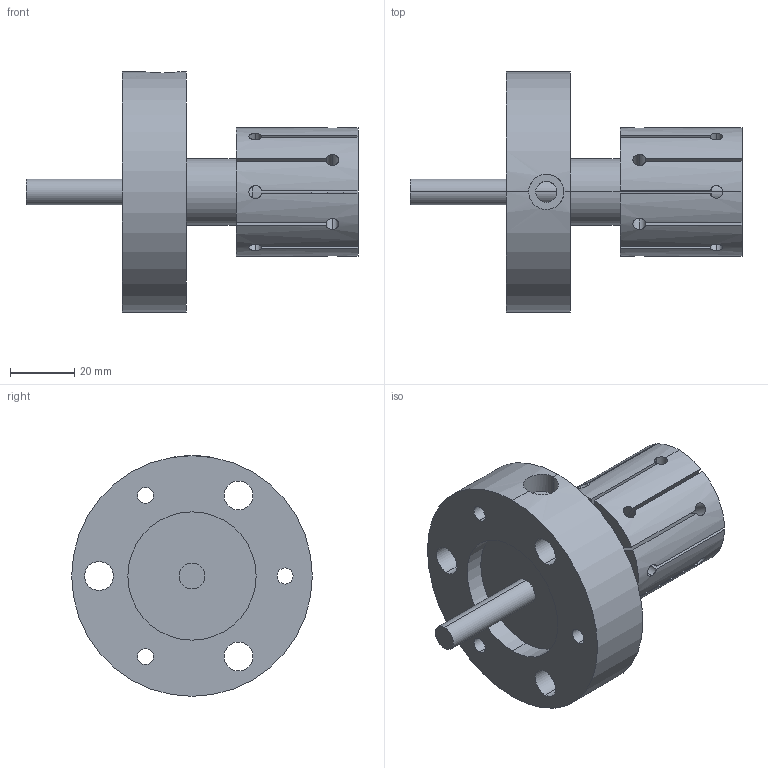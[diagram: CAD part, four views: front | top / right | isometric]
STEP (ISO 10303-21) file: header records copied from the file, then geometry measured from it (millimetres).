
FILE_DESCRIPTION (( 'STEP AP214' ), '1' );
FILE_NAME ('_DTG-1C2.STEP', '2023-12-11T02:19:37', ( '' ), ( '' ), 'SwSTEP 2.0', 'SolidWorks 2023', '' );
FILE_SCHEMA (( 'AUTOMOTIVE_DESIGN' ));
Length unit declared in the file: millimetre
Products named in the file (4): DTG-1C2-底座; DTG-1C2-拉杆; DTG-1C2-涨套; _DTG-1C2
Assembly tree (3 placements, depth 2):
  _DTG-1C2
    DTG-1C2-底座
    DTG-1C2-拉杆
    DTG-1C2-涨套
Bounding box: 103.5 x 75 x 75 mm (x, y, z)
Volume: 119638.3 mm3; surface area: 42162.3 mm2
Topology: 3 solids, 3 shells, 194 faces, 530 edges, 346 vertices
Faces by surface type: cylinder 100, plane 60, cone 34
Entity records: 7509 total; most frequent: CARTESIAN_POINT 2569, ORIENTED_EDGE 1060, DIRECTION 950, EDGE_CURVE 530, AXIS2_PLACEMENT_3D 359, VERTEX_POINT 346, LINE 232, VECTOR 232
